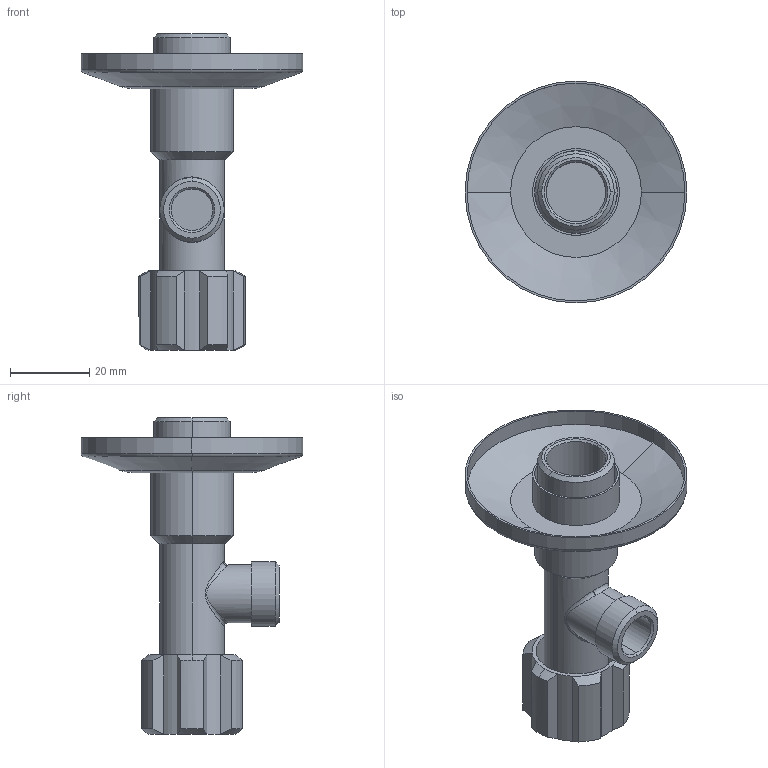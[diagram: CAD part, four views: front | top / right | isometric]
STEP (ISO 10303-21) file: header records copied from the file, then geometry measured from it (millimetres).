
FILE_DESCRIPTION (( 'STEP AP203' ), '1' );
FILE_NAME ('AAZ301266.STEP', '2025-07-09T08:15:21', ( '' ), ( '' ), 'SwSTEP 2.0', 'SolidWorks 2021', '' );
FILE_SCHEMA (( 'CONFIG_CONTROL_DESIGN' ));
Length unit declared in the file: millimetre
Products named in the file (3): AAZ301266_1; AAZ301266; AAZ301266_2
Assembly tree (2 placements, depth 2):
  AAZ301266
    AAZ301266_1
    AAZ301266_2
Bounding box: 56 x 56 x 80 mm (x, y, z)
Volume: 19734.1 mm3; surface area: 18379.8 mm2
Topology: 2 solids, 2 shells, 97 faces, 206 edges, 121 vertices
Faces by surface type: cylinder 37, cone 30, plane 24, torus 4, bspline 2
Entity records: 3420 total; most frequent: CARTESIAN_POINT 1011, DIRECTION 485, ORIENTED_EDGE 412, AXIS2_PLACEMENT_3D 209, EDGE_CURVE 206, VERTEX_POINT 121, CIRCLE 109, EDGE_LOOP 107
